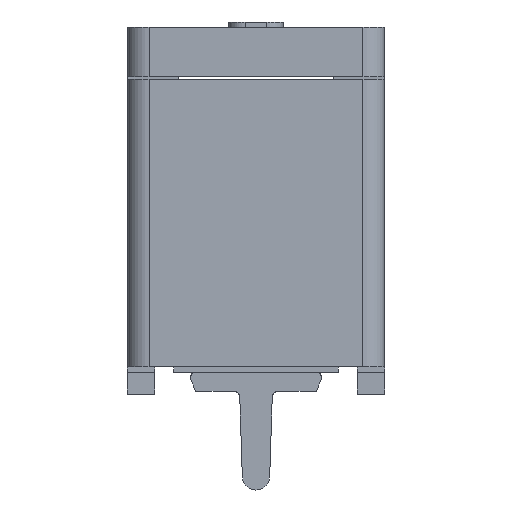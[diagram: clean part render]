
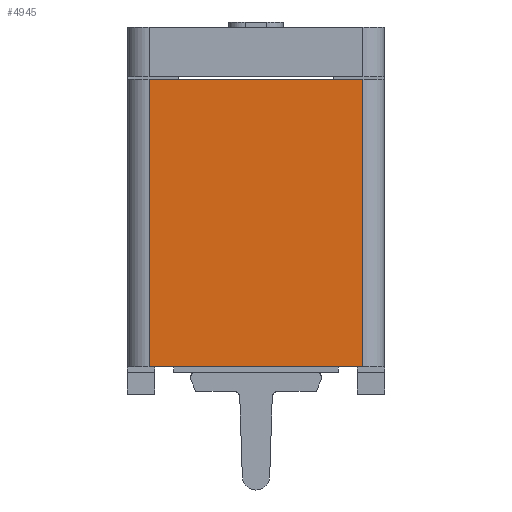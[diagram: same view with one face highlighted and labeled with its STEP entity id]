
A CAD part, left-side view. The second image highlights one B-rep face of the part: STEP entity #4945.
In plain terms, the highlighted planar face has unit normal (-1, 0, 0).
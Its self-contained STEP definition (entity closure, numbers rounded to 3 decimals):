
#745 = DIRECTION ( 'NONE',  ( 0., 0., -1. ) ) ;
#1241 = EDGE_LOOP ( 'NONE', ( #17413, #11802, #16565, #7707 ) ) ;
#2469 = VECTOR ( 'NONE', #5613, 1000. ) ;
#2475 = PLANE ( 'NONE',  #16301 ) ;
#4513 = VERTEX_POINT ( 'NONE', #8741 ) ;
#4945 = ADVANCED_FACE ( 'NONE', ( #7448 ), #2475, .T. ) ;
#5530 = LINE ( 'NONE', #12017, #10810 ) ;
#5613 = DIRECTION ( 'NONE',  ( 0., 0., 1. ) ) ;
#7448 = FACE_OUTER_BOUND ( 'NONE', #1241, .T. ) ;
#7693 = VECTOR ( 'NONE', #18789, 1000. ) ;
#7707 = ORIENTED_EDGE ( 'NONE', *, *, #16248, .T. ) ;
#8628 = VERTEX_POINT ( 'NONE', #18816 ) ;
#8654 = CARTESIAN_POINT ( 'NONE',  ( -12.2, 0.605, 10.263 ) ) ;
#8731 = LINE ( 'NONE', #18583, #10838 ) ;
#8741 = CARTESIAN_POINT ( 'NONE',  ( -12.2, 8.6, 10. ) ) ;
#9233 = VERTEX_POINT ( 'NONE', #20756 ) ;
#9636 = EDGE_CURVE ( 'NONE', #4513, #20137, #5530, .T. ) ;
#10447 = DIRECTION ( 'NONE',  ( -1., 0., 0. ) ) ;
#10707 = CARTESIAN_POINT ( 'NONE',  ( -12.2, 0.8, 10.263 ) ) ;
#10810 = VECTOR ( 'NONE', #745, 1000. ) ;
#10838 = VECTOR ( 'NONE', #15193, 1000. ) ;
#11744 = DIRECTION ( 'NONE',  ( 0., 0., 1. ) ) ;
#11802 = ORIENTED_EDGE ( 'NONE', *, *, #14312, .F. ) ;
#12017 = CARTESIAN_POINT ( 'NONE',  ( -12.2, 8.6, 10.263 ) ) ;
#12327 = CARTESIAN_POINT ( 'NONE',  ( -12.2, -0.235, -0.5 ) ) ;
#13896 = LINE ( 'NONE', #10707, #2469 ) ;
#14312 = EDGE_CURVE ( 'NONE', #8628, #20137, #17090, .T. ) ;
#15193 = DIRECTION ( 'NONE',  ( 0., 1., 0. ) ) ;
#16248 = EDGE_CURVE ( 'NONE', #9233, #4513, #8731, .T. ) ;
#16301 = AXIS2_PLACEMENT_3D ( 'NONE', #8654, #10447, #11744 ) ;
#16565 = ORIENTED_EDGE ( 'NONE', *, *, #20686, .T. ) ;
#17090 = LINE ( 'NONE', #12327, #7693 ) ;
#17413 = ORIENTED_EDGE ( 'NONE', *, *, #9636, .T. ) ;
#17467 = CARTESIAN_POINT ( 'NONE',  ( -12.2, 8.6, -0.5 ) ) ;
#18583 = CARTESIAN_POINT ( 'NONE',  ( -12.2, 0.605, 10. ) ) ;
#18789 = DIRECTION ( 'NONE',  ( 0., 1., 0. ) ) ;
#18816 = CARTESIAN_POINT ( 'NONE',  ( -12.2, 0.8, -0.5 ) ) ;
#20137 = VERTEX_POINT ( 'NONE', #17467 ) ;
#20686 = EDGE_CURVE ( 'NONE', #8628, #9233, #13896, .T. ) ;
#20756 = CARTESIAN_POINT ( 'NONE',  ( -12.2, 0.8, 10. ) ) ;
